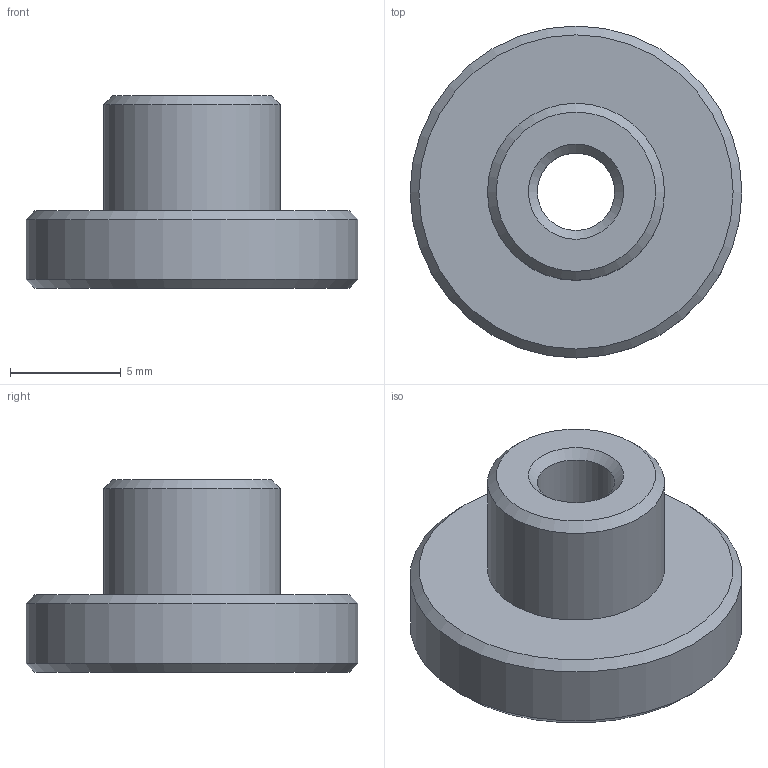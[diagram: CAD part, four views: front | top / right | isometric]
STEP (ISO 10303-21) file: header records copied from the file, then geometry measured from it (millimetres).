
FILE_DESCRIPTION(/* description */ (''),/* implementation_level */ '2;1');
FILE_NAME(/* name */ 'Guide_x2.stp',/* time_stamp */ '2023-04-19T23:53:28+02:00',/* author */ ('André'),/* organization */ (''),/* preprocessor_version */ 'ST-DEVELOPER v17',/* originating_system */ 'Autodesk Inventor 2019',/* authorisation */ '');
FILE_SCHEMA (('AUTOMOTIVE_DESIGN { 1 0 10303 214 3 1 1 }'));
Length unit declared in the file: millimetre
Products named in the file (1): Lock
Bounding box: 15 x 15 x 8.7 mm (x, y, z)
Volume: 707.1 mm3; surface area: 723.6 mm2
Topology: 1 solids, 1 shells, 24 faces, 53 edges, 32 vertices
Faces by surface type: plane 15, cone 5, cylinder 4
Full cylindrical faces by diameter (mm): 3.5 x1, 6 x1, 8 x1, 15 x1
Entity records: 700 total; most frequent: DIRECTION 123, CARTESIAN_POINT 110, ORIENTED_EDGE 106, EDGE_CURVE 53, AXIS2_PLACEMENT_3D 45, LINE 33, VECTOR 33, VERTEX_POINT 32
